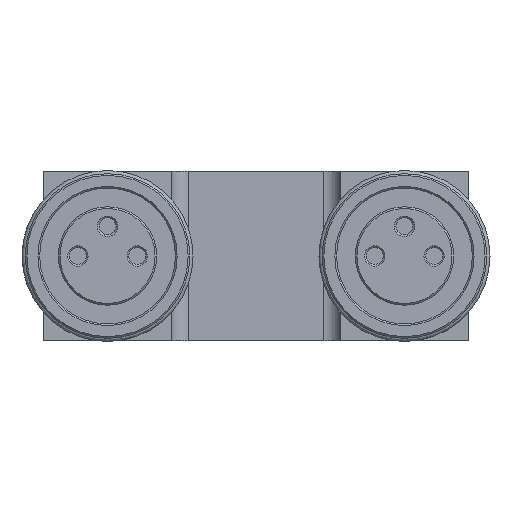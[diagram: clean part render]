
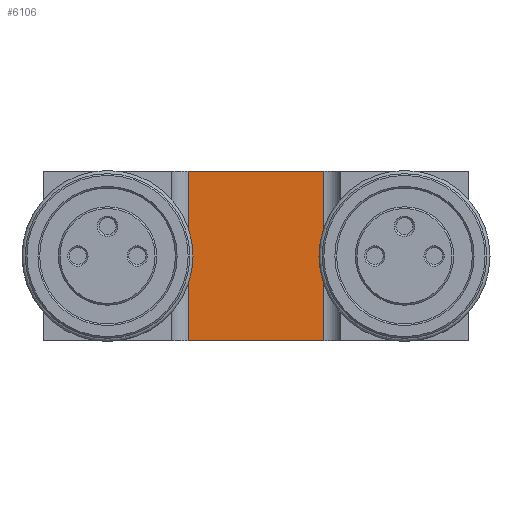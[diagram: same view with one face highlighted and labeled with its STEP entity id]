
A CAD part, left-side view. The second image highlights one B-rep face of the part: STEP entity #6106.
In plain terms, the highlighted planar face has unit normal (-1, 0, 0).
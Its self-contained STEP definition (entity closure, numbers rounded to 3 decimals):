
#222 = EDGE_CURVE ( 'NONE', #6121, #6926, #1718, .T. ) ;
#319 = EDGE_CURVE ( 'NONE', #6926, #7697, #1768, .T. ) ;
#350 = CARTESIAN_POINT ( 'NONE',  ( 16.8, 13.417, 0. ) ) ;
#484 = CARTESIAN_POINT ( 'NONE',  ( 16.8, 5.417, 0. ) ) ;
#663 = VECTOR ( 'NONE', #5329, 1000. ) ;
#747 = VECTOR ( 'NONE', #5458, 1000. ) ;
#1082 = ORIENTED_EDGE ( 'NONE', *, *, #9422, .T. ) ;
#1099 = ORIENTED_EDGE ( 'NONE', *, *, #222, .T. ) ;
#1135 = ORIENTED_EDGE ( 'NONE', *, *, #319, .T. ) ;
#1494 = LINE ( 'NONE', #1585, #663 ) ;
#1585 = CARTESIAN_POINT ( 'NONE',  ( 16.8, 5.417, 0. ) ) ;
#1718 = LINE ( 'NONE', #350, #747 ) ;
#1768 = LINE ( 'NONE', #6902, #3705 ) ;
#1828 = DIRECTION ( 'NONE',  ( 0., 1., 0. ) ) ;
#1988 = LINE ( 'NONE', #4226, #6915 ) ;
#2416 = PLANE ( 'NONE',  #3454 ) ;
#2822 = ORIENTED_EDGE ( 'NONE', *, *, #3541, .F. ) ;
#3220 = DIRECTION ( 'NONE',  ( 0., -1., 0. ) ) ;
#3252 = DIRECTION ( 'NONE',  ( 0., -1., 0. ) ) ;
#3353 = CARTESIAN_POINT ( 'NONE',  ( 16.8, 13.417, 0. ) ) ;
#3454 = AXIS2_PLACEMENT_3D ( 'NONE', #8424, #5479, #1828 ) ;
#3541 = EDGE_CURVE ( 'NONE', #6121, #7450, #1988, .T. ) ;
#3705 = VECTOR ( 'NONE', #3220, 1000. ) ;
#3710 = CARTESIAN_POINT ( 'NONE',  ( 16.8, 5.417, 10. ) ) ;
#4015 = CARTESIAN_POINT ( 'NONE',  ( 16.8, 13.417, 10. ) ) ;
#4226 = CARTESIAN_POINT ( 'NONE',  ( 16.8, 9.417, 10. ) ) ;
#4751 = FACE_OUTER_BOUND ( 'NONE', #9358, .T. ) ;
#5329 = DIRECTION ( 'NONE',  ( 0., 0., 1. ) ) ;
#5458 = DIRECTION ( 'NONE',  ( 0., 0., -1. ) ) ;
#5479 = DIRECTION ( 'NONE',  ( -1., 0., 0. ) ) ;
#6106 = ADVANCED_FACE ( 'NONE', ( #4751 ), #2416, .T. ) ;
#6121 = VERTEX_POINT ( 'NONE', #4015 ) ;
#6902 = CARTESIAN_POINT ( 'NONE',  ( 16.8, 5.417, 0. ) ) ;
#6915 = VECTOR ( 'NONE', #3252, 1000. ) ;
#6926 = VERTEX_POINT ( 'NONE', #3353 ) ;
#7450 = VERTEX_POINT ( 'NONE', #3710 ) ;
#7697 = VERTEX_POINT ( 'NONE', #484 ) ;
#8424 = CARTESIAN_POINT ( 'NONE',  ( 16.8, 5.417, 0. ) ) ;
#9358 = EDGE_LOOP ( 'NONE', ( #1082, #2822, #1099, #1135 ) ) ;
#9422 = EDGE_CURVE ( 'NONE', #7697, #7450, #1494, .T. ) ;
